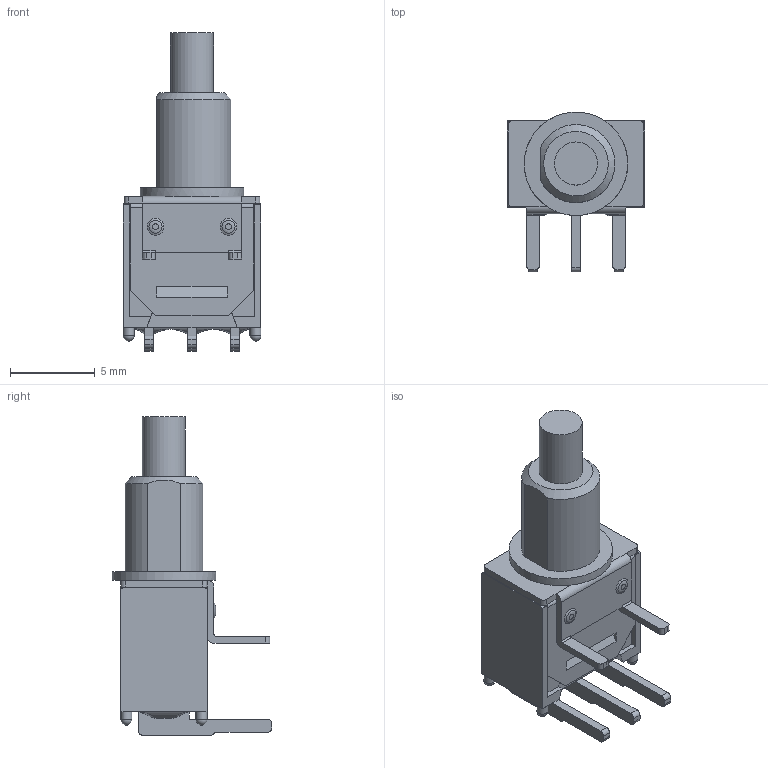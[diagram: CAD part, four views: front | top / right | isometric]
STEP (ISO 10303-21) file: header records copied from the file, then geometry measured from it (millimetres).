
FILE_DESCRIPTION((' '),'2;1');
FILE_NAME('800SP8B6M6xE.stp','2017-07-28T14:34:57',(' '),(' '),' ','ACIS',' ');
FILE_SCHEMA(('CONFIG_CONTROL_DESIGN'));
Length unit declared in the file: inch
Products named in the file (1): 800SP8B6M6xE.stp
Bounding box: 8.13 x 9.39 x 18.76 mm (x, y, z)
Volume: 308.5 mm3; surface area: 751.5 mm2
Topology: 1 solids, 3 shells, 184 faces, 488 edges, 311 vertices
Faces by surface type: plane 125, cylinder 42, bspline 10, sphere 4, cone 3
Full cylindrical faces by diameter (mm): 0.65 x4, 2.54 x2, 6.1 x1
Entity records: 6075 total; most frequent: CARTESIAN_POINT 1532, ORIENTED_EDGE 930, DIRECTION 884, EDGE_CURVE 465, VECTOR 330, LINE 330, VERTEX_POINT 304, AXIS2_PLACEMENT_3D 277
